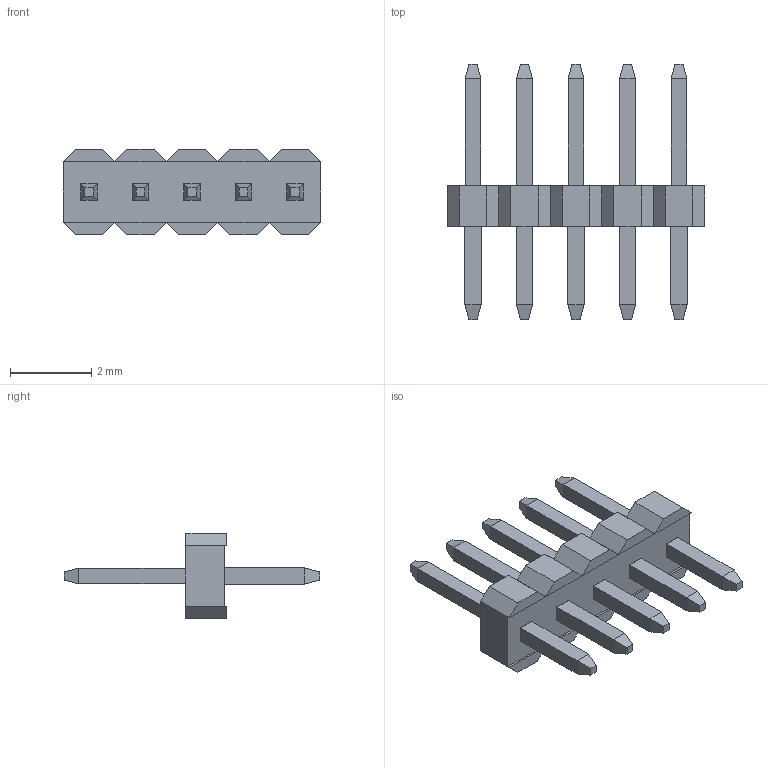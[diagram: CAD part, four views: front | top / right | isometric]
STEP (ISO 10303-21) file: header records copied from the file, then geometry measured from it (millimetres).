
FILE_DESCRIPTION((''),'2;1');
FILE_NAME('M50-3530542_ASM','2020-10-08T09:01:49',('mrudkin'),(''),'CREO PARAMETRIC BY PTC INC, 2020154','CREO PARAMETRIC BY PTC INC, 2020154','');
FILE_SCHEMA(('CONFIG_CONTROL_DESIGN','SHAPE_APPEARANCE_LAYERS_GROUPS'));
Length unit declared in the file: millimetre
Products named in the file (3): M50-35305_MOULD; M50-353_CONTACT; M50-3530542_ASM
Assembly tree (6 placements, depth 2):
  M50-3530542_ASM
    M50-35305_MOULD
    M50-353_CONTACT  x5
Bounding box: 6.35 x 6.3 x 2.1 mm (x, y, z)
Volume: 15.8 mm3; surface area: 98.3 mm2
Topology: 6 solids, 6 shells, 169 faces, 396 edges, 244 vertices
Faces by surface type: plane 169
Entity records: 3814 total; most frequent: CARTESIAN_POINT 486, ORIENTED_EDGE 472, DIRECTION 440, PRESENTATION_STYLE_ASSIGNMENT 257, STYLED_ITEM 238, VECTOR 236, LINE 236, CURVE_STYLE 236
